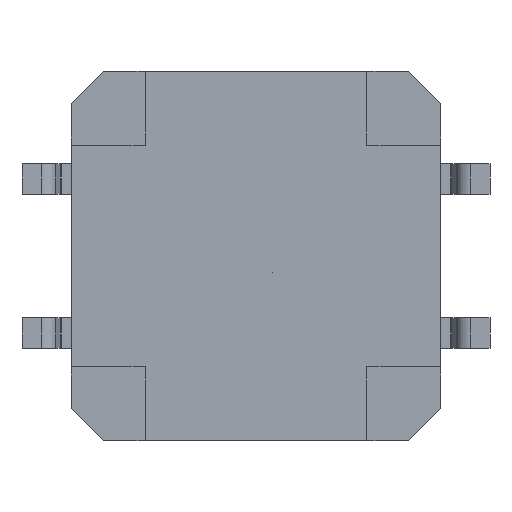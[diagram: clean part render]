
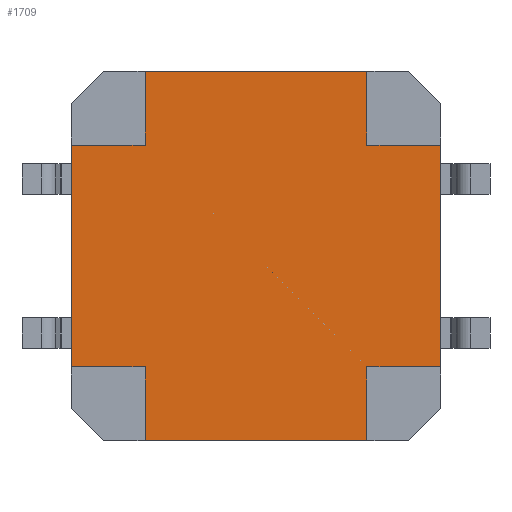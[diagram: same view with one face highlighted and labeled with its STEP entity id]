
A CAD part, front view. The second image highlights one B-rep face of the part: STEP entity #1709.
In plain terms, the highlighted planar face has unit normal (0, -1, 0).
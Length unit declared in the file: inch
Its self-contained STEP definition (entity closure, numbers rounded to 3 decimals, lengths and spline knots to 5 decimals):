
#18 = CARTESIAN_POINT ( 'NONE',  ( -0.23622, 0., -0.14173 ) ) ;
#91 = DIRECTION ( 'NONE',  ( 1., 0., 0. ) ) ;
#129 = VECTOR ( 'NONE', #3195, 39.37008 ) ;
#206 = VECTOR ( 'NONE', #91, 39.37008 ) ;
#218 = VERTEX_POINT ( 'NONE', #2000 ) ;
#337 = VERTEX_POINT ( 'NONE', #2869 ) ;
#345 = CARTESIAN_POINT ( 'NONE',  ( -0.23622, 0., 0.14173 ) ) ;
#380 = VECTOR ( 'NONE', #2507, 39.37008 ) ;
#441 = VECTOR ( 'NONE', #1324, 39.37008 ) ;
#450 = EDGE_CURVE ( 'NONE', #1718, #979, #2486, .T. ) ;
#530 = ORIENTED_EDGE ( 'NONE', *, *, #2921, .F. ) ;
#554 = CARTESIAN_POINT ( 'NONE',  ( 0.23622, 0., -0.14173 ) ) ;
#573 = VECTOR ( 'NONE', #2797, 39.37008 ) ;
#615 = VERTEX_POINT ( 'NONE', #1055 ) ;
#624 = DIRECTION ( 'NONE',  ( 0., 0., -1. ) ) ;
#754 = VERTEX_POINT ( 'NONE', #2581 ) ;
#759 = DIRECTION ( 'NONE',  ( 1., 0., 0. ) ) ;
#773 = CARTESIAN_POINT ( 'NONE',  ( 0.23622, 0., 0.19528 ) ) ;
#860 = LINE ( 'NONE', #773, #1661 ) ;
#979 = VERTEX_POINT ( 'NONE', #1018 ) ;
#1005 = VERTEX_POINT ( 'NONE', #2782 ) ;
#1015 = LINE ( 'NONE', #345, #1760 ) ;
#1018 = CARTESIAN_POINT ( 'NONE',  ( 0.14173, 0., 0.23622 ) ) ;
#1055 = CARTESIAN_POINT ( 'NONE',  ( -0.23622, 0., 0.14173 ) ) ;
#1075 = LINE ( 'NONE', #4298, #206 ) ;
#1078 = VECTOR ( 'NONE', #759, 39.37008 ) ;
#1139 = LINE ( 'NONE', #1826, #3286 ) ;
#1172 = EDGE_CURVE ( 'NONE', #218, #3853, #1732, .T. ) ;
#1208 = EDGE_CURVE ( 'NONE', #337, #754, #1075, .T. ) ;
#1268 = EDGE_CURVE ( 'NONE', #2105, #2394, #3146, .T. ) ;
#1324 = DIRECTION ( 'NONE',  ( -1., 0., 0. ) ) ;
#1399 = EDGE_CURVE ( 'NONE', #979, #337, #1405, .T. ) ;
#1405 = LINE ( 'NONE', #4088, #1590 ) ;
#1406 = ORIENTED_EDGE ( 'NONE', *, *, #4492, .F. ) ;
#1456 = ORIENTED_EDGE ( 'NONE', *, *, #3700, .F. ) ;
#1528 = EDGE_CURVE ( 'NONE', #754, #3458, #860, .T. ) ;
#1590 = VECTOR ( 'NONE', #2786, 39.37008 ) ;
#1647 = ORIENTED_EDGE ( 'NONE', *, *, #3133, .F. ) ;
#1661 = VECTOR ( 'NONE', #3267, 39.37008 ) ;
#1668 = DIRECTION ( 'NONE',  ( 1., 0., 0. ) ) ;
#1709 = ADVANCED_FACE ( 'NONE', ( #2946 ), #2693, .T. ) ;
#1718 = VERTEX_POINT ( 'NONE', #2362 ) ;
#1732 = LINE ( 'NONE', #3544, #129 ) ;
#1756 = VECTOR ( 'NONE', #3425, 39.37008 ) ;
#1760 = VECTOR ( 'NONE', #1668, 39.37008 ) ;
#1773 = LINE ( 'NONE', #2088, #3427 ) ;
#1826 = CARTESIAN_POINT ( 'NONE',  ( -0.23622, 0., 0.19528 ) ) ;
#1976 = EDGE_CURVE ( 'NONE', #3458, #3606, #3793, .T. ) ;
#2000 = CARTESIAN_POINT ( 'NONE',  ( 0.14173, 0., -0.23622 ) ) ;
#2068 = CARTESIAN_POINT ( 'NONE',  ( -0.14173, 0., 0.14173 ) ) ;
#2088 = CARTESIAN_POINT ( 'NONE',  ( 0.14173, 0., -0.14173 ) ) ;
#2105 = VERTEX_POINT ( 'NONE', #2442 ) ;
#2205 = ORIENTED_EDGE ( 'NONE', *, *, #450, .F. ) ;
#2362 = CARTESIAN_POINT ( 'NONE',  ( -0.14173, 0., 0.23622 ) ) ;
#2394 = VERTEX_POINT ( 'NONE', #3327 ) ;
#2442 = CARTESIAN_POINT ( 'NONE',  ( -0.14173, 0., -0.14173 ) ) ;
#2486 = LINE ( 'NONE', #3878, #1078 ) ;
#2507 = DIRECTION ( 'NONE',  ( 0., 0., 1. ) ) ;
#2528 = CARTESIAN_POINT ( 'NONE',  ( 0.14173, 0., -0.14173 ) ) ;
#2573 = CARTESIAN_POINT ( 'NONE',  ( -0.14173, 0., -0.23622 ) ) ;
#2581 = CARTESIAN_POINT ( 'NONE',  ( 0.23622, 0., 0.14173 ) ) ;
#2681 = ORIENTED_EDGE ( 'NONE', *, *, #1976, .F. ) ;
#2693 = PLANE ( 'NONE',  #3933 ) ;
#2782 = CARTESIAN_POINT ( 'NONE',  ( -0.14173, 0., 0.14173 ) ) ;
#2786 = DIRECTION ( 'NONE',  ( 0., 0., -1. ) ) ;
#2797 = DIRECTION ( 'NONE',  ( -1., 0., 0. ) ) ;
#2821 = DIRECTION ( 'NONE',  ( 0., 0., 1. ) ) ;
#2869 = CARTESIAN_POINT ( 'NONE',  ( 0.14173, 0., 0.14173 ) ) ;
#2921 = EDGE_CURVE ( 'NONE', #3606, #218, #1773, .T. ) ;
#2946 = FACE_OUTER_BOUND ( 'NONE', #3304, .T. ) ;
#3133 = EDGE_CURVE ( 'NONE', #3853, #2105, #4506, .T. ) ;
#3146 = LINE ( 'NONE', #18, #573 ) ;
#3147 = CARTESIAN_POINT ( 'NONE',  ( 0.23622, 0., -0.14173 ) ) ;
#3160 = DIRECTION ( 'NONE',  ( 0., 0., -1. ) ) ;
#3162 = LINE ( 'NONE', #2068, #380 ) ;
#3195 = DIRECTION ( 'NONE',  ( -1., 0., 0. ) ) ;
#3252 = ORIENTED_EDGE ( 'NONE', *, *, #4067, .F. ) ;
#3267 = DIRECTION ( 'NONE',  ( 0., 0., -1. ) ) ;
#3286 = VECTOR ( 'NONE', #2821, 39.37008 ) ;
#3304 = EDGE_LOOP ( 'NONE', ( #4155, #1647, #3774, #530, #2681, #3394, #3385, #3461, #2205, #1406, #3252, #1456 ) ) ;
#3327 = CARTESIAN_POINT ( 'NONE',  ( -0.23622, 0., -0.14173 ) ) ;
#3385 = ORIENTED_EDGE ( 'NONE', *, *, #1208, .F. ) ;
#3394 = ORIENTED_EDGE ( 'NONE', *, *, #1528, .F. ) ;
#3425 = DIRECTION ( 'NONE',  ( 0., 0., 1. ) ) ;
#3427 = VECTOR ( 'NONE', #3160, 39.37008 ) ;
#3458 = VERTEX_POINT ( 'NONE', #554 ) ;
#3461 = ORIENTED_EDGE ( 'NONE', *, *, #1399, .F. ) ;
#3544 = CARTESIAN_POINT ( 'NONE',  ( -0.19528, 0., -0.23622 ) ) ;
#3606 = VERTEX_POINT ( 'NONE', #2528 ) ;
#3683 = CARTESIAN_POINT ( 'NONE',  ( 0., 0., 0. ) ) ;
#3700 = EDGE_CURVE ( 'NONE', #2394, #615, #1139, .T. ) ;
#3774 = ORIENTED_EDGE ( 'NONE', *, *, #1172, .F. ) ;
#3793 = LINE ( 'NONE', #3147, #441 ) ;
#3835 = CARTESIAN_POINT ( 'NONE',  ( -0.14173, 0., -0.14173 ) ) ;
#3853 = VERTEX_POINT ( 'NONE', #2573 ) ;
#3878 = CARTESIAN_POINT ( 'NONE',  ( -0.19528, 0., 0.23622 ) ) ;
#3933 = AXIS2_PLACEMENT_3D ( 'NONE', #3683, #4076, #624 ) ;
#4067 = EDGE_CURVE ( 'NONE', #615, #1005, #1015, .T. ) ;
#4076 = DIRECTION ( 'NONE',  ( 0., -1., 0. ) ) ;
#4088 = CARTESIAN_POINT ( 'NONE',  ( 0.14173, 0., 0.14173 ) ) ;
#4155 = ORIENTED_EDGE ( 'NONE', *, *, #1268, .F. ) ;
#4298 = CARTESIAN_POINT ( 'NONE',  ( 0.23622, 0., 0.14173 ) ) ;
#4492 = EDGE_CURVE ( 'NONE', #1005, #1718, #3162, .T. ) ;
#4506 = LINE ( 'NONE', #3835, #1756 ) ;
